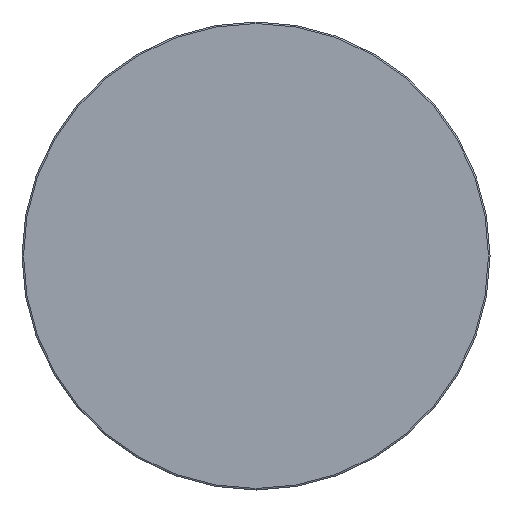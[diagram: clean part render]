
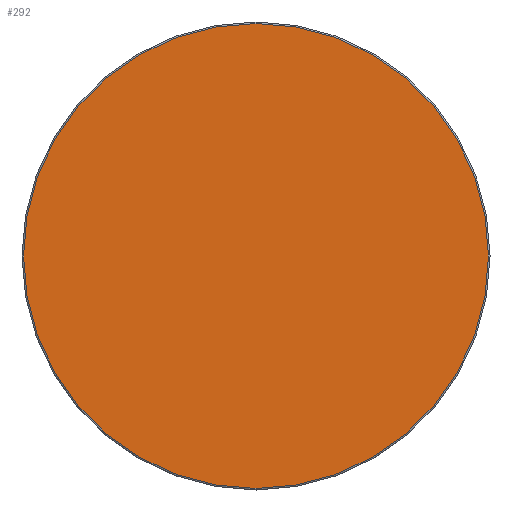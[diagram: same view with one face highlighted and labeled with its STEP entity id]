
A CAD part, front view. The second image highlights one B-rep face of the part: STEP entity #292.
In plain terms, the highlighted planar face has unit normal (0, -1, 0).
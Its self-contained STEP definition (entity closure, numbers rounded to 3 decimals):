
#292 = ADVANCED_FACE ( 'NONE', ( #18689 ), #12246, .F. ) ;
#1484 = EDGE_CURVE ( 'NONE', #7434, #12864, #16590, .T. ) ;
#2459 = DIRECTION ( 'NONE',  ( 0., -1., 0. ) ) ;
#3326 = CARTESIAN_POINT ( 'NONE',  ( 0., 0., 0. ) ) ;
#4697 = CARTESIAN_POINT ( 'NONE',  ( 0., 0., 0. ) ) ;
#4893 = ORIENTED_EDGE ( 'NONE', *, *, #1484, .T. ) ;
#6019 = CIRCLE ( 'NONE', #8521, 30.8 ) ;
#7434 = VERTEX_POINT ( 'NONE', #7445 ) ;
#7445 = CARTESIAN_POINT ( 'NONE',  ( 0., 0., -30.8 ) ) ;
#8521 = AXIS2_PLACEMENT_3D ( 'NONE', #11389, #2459, #17296 ) ;
#8933 = EDGE_CURVE ( 'NONE', #12864, #7434, #6019, .T. ) ;
#11389 = CARTESIAN_POINT ( 'NONE',  ( 0., 0., 0. ) ) ;
#12246 = PLANE ( 'NONE',  #13733 ) ;
#12864 = VERTEX_POINT ( 'NONE', #14480 ) ;
#13733 = AXIS2_PLACEMENT_3D ( 'NONE', #4697, #15841, #16670 ) ;
#14480 = CARTESIAN_POINT ( 'NONE',  ( 0., 0., 30.8 ) ) ;
#15319 = DIRECTION ( 'NONE',  ( 0., -1., 0. ) ) ;
#15812 = ORIENTED_EDGE ( 'NONE', *, *, #8933, .T. ) ;
#15841 = DIRECTION ( 'NONE',  ( 0., 1., 0. ) ) ;
#16590 = CIRCLE ( 'NONE', #18775, 30.8 ) ;
#16670 = DIRECTION ( 'NONE',  ( 0., 0., 1. ) ) ;
#17296 = DIRECTION ( 'NONE',  ( 0., 0., 1. ) ) ;
#17645 = EDGE_LOOP ( 'NONE', ( #15812, #4893 ) ) ;
#18689 = FACE_OUTER_BOUND ( 'NONE', #17645, .T. ) ;
#18775 = AXIS2_PLACEMENT_3D ( 'NONE', #3326, #15319, #19429 ) ;
#19429 = DIRECTION ( 'NONE',  ( 0., 0., 1. ) ) ;
